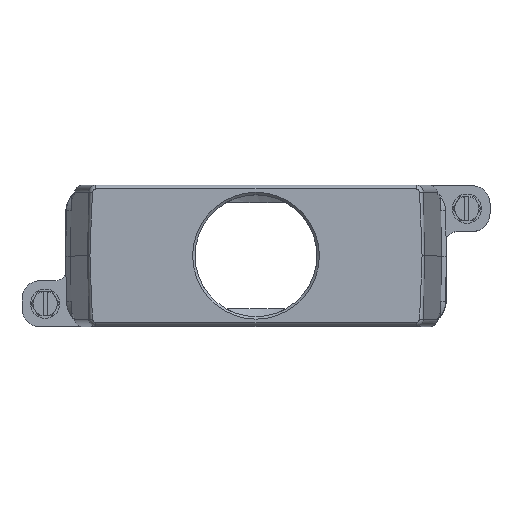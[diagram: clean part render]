
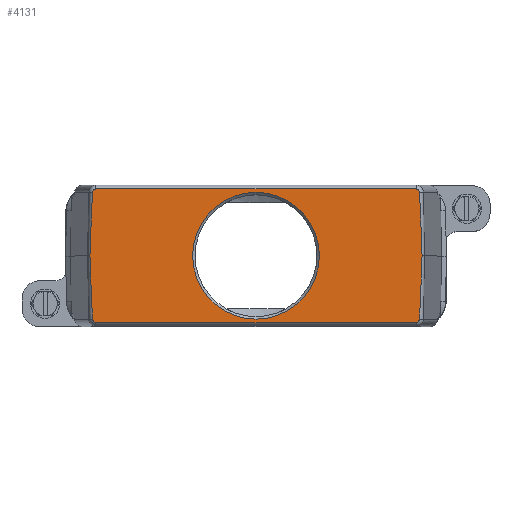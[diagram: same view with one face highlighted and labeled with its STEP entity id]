
A CAD part, top view. The second image highlights one B-rep face of the part: STEP entity #4131.
In plain terms, the highlighted planar face has unit normal (0, 0, 1).
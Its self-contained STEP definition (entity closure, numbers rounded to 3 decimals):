
#4131=ADVANCED_FACE('',(#4524,#4525),#4434,.F.);
#4434=PLANE('',#15642);
#4524=FACE_BOUND('',#5084,.T.);
#4525=FACE_BOUND('',#5085,.T.);
#5084=EDGE_LOOP('',(#7340));
#5085=EDGE_LOOP('',(#7341,#7342,#7343,#7344,#7345,#7346,#7347,#7348,#7349,
#7350));
#7340=ORIENTED_EDGE('',*,*,#9508,.T.);
#7341=ORIENTED_EDGE('',*,*,#9022,.T.);
#7342=ORIENTED_EDGE('',*,*,#9025,.T.);
#7343=ORIENTED_EDGE('',*,*,#9031,.T.);
#7344=ORIENTED_EDGE('',*,*,#9035,.T.);
#7345=ORIENTED_EDGE('',*,*,#9039,.T.);
#7346=ORIENTED_EDGE('',*,*,#9043,.T.);
#7347=ORIENTED_EDGE('',*,*,#9041,.T.);
#7348=ORIENTED_EDGE('',*,*,#9037,.T.);
#7349=ORIENTED_EDGE('',*,*,#9033,.T.);
#7350=ORIENTED_EDGE('',*,*,#9027,.T.);
#8138=VERTEX_POINT('',#23443);
#8139=VERTEX_POINT('',#23444);
#8140=VERTEX_POINT('',#23449);
#8141=VERTEX_POINT('',#23453);
#8142=VERTEX_POINT('',#23461);
#8143=VERTEX_POINT('',#23465);
#8144=VERTEX_POINT('',#23469);
#8145=VERTEX_POINT('',#23473);
#8146=VERTEX_POINT('',#23477);
#8147=VERTEX_POINT('',#23481);
#8329=VERTEX_POINT('',#26289);
#9022=EDGE_CURVE('',#8138,#8139,#10339,.T.);
#9025=EDGE_CURVE('',#8139,#8140,#10186,.T.);
#9027=EDGE_CURVE('',#8141,#8138,#12275,.T.);
#9031=EDGE_CURVE('',#8140,#8142,#10188,.T.);
#9033=EDGE_CURVE('',#8143,#8141,#10346,.T.);
#9035=EDGE_CURVE('',#8142,#8144,#10348,.T.);
#9037=EDGE_CURVE('',#8145,#8143,#10189,.T.);
#9039=EDGE_CURVE('',#8144,#8146,#12276,.T.);
#9041=EDGE_CURVE('',#8147,#8145,#10191,.T.);
#9043=EDGE_CURVE('',#8146,#8147,#10352,.T.);
#9508=EDGE_CURVE('',#8329,#8329,#10444,.T.);
#10186=ELLIPSE('',#15195,171.918,3.);
#10188=ELLIPSE('',#15204,171.918,3.);
#10189=ELLIPSE('',#15213,171.918,3.);
#10191=ELLIPSE('',#15218,171.918,3.);
#10339=CIRCLE('',#15191,1.398);
#10346=CIRCLE('',#15207,1.398);
#10348=CIRCLE('',#15210,1.398);
#10352=CIRCLE('',#15221,1.398);
#10444=CIRCLE('',#15641,26.);
#12275=LINE('',#23452,#13109);
#12276=LINE('',#23476,#13110);
#13109=VECTOR('',#16804,1.);
#13110=VECTOR('',#16841,1.);
#15191=AXIS2_PLACEMENT_3D('',#23442,#16790,#16791);
#15195=AXIS2_PLACEMENT_3D('',#23448,#16798,#16799);
#15204=AXIS2_PLACEMENT_3D('',#23460,#16817,#16818);
#15207=AXIS2_PLACEMENT_3D('',#23464,#16823,#16824);
#15210=AXIS2_PLACEMENT_3D('',#23468,#16829,#16830);
#15213=AXIS2_PLACEMENT_3D('',#23472,#16835,#16836);
#15218=AXIS2_PLACEMENT_3D('',#23480,#16846,#16847);
#15221=AXIS2_PLACEMENT_3D('',#23484,#16852,#16853);
#15641=AXIS2_PLACEMENT_3D('',#26288,#17934,#17935);
#15642=AXIS2_PLACEMENT_3D('',#26290,#17936,#17937);
#16790=DIRECTION('',(0.,0.,1.));
#16791=DIRECTION('',(-1.,0.,0.));
#16798=DIRECTION('',(0.,0.,1.));
#16799=DIRECTION('',(-0.016,-1.,0.));
#16804=DIRECTION('',(-1.,0.,0.));
#16817=DIRECTION('',(0.,0.,1.));
#16818=DIRECTION('',(0.016,-1.,0.));
#16823=DIRECTION('',(0.,0.,1.));
#16824=DIRECTION('',(-1.,0.,0.));
#16829=DIRECTION('',(0.,0.,1.));
#16830=DIRECTION('',(-1.,0.,0.));
#16835=DIRECTION('',(0.,0.,1.));
#16836=DIRECTION('',(0.016,-1.,0.));
#16841=DIRECTION('',(1.,0.,0.));
#16846=DIRECTION('',(0.,0.,1.));
#16847=DIRECTION('',(-0.016,-1.,0.));
#16852=DIRECTION('',(0.,0.,1.));
#16853=DIRECTION('',(-1.,0.,0.));
#17934=DIRECTION('',(0.,0.,-1.));
#17935=DIRECTION('',(-1.,0.,0.));
#17936=DIRECTION('',(0.,0.,-1.));
#17937=DIRECTION('',(-1.,0.,0.));
#23442=CARTESIAN_POINT('',(-65.673,26.,110.8));
#23443=CARTESIAN_POINT('',(-65.673,27.398,110.8));
#23444=CARTESIAN_POINT('',(-67.07,26.069,110.8));
#23448=CARTESIAN_POINT('',(-68.105,-126.064,110.8));
#23449=CARTESIAN_POINT('',(-68.129,0.,110.8));
#23452=CARTESIAN_POINT('',(-56.106,27.398,110.8));
#23453=CARTESIAN_POINT('',(65.673,27.398,110.8));
#23460=CARTESIAN_POINT('',(-68.105,126.064,110.8));
#23461=CARTESIAN_POINT('',(-67.07,-26.069,110.8));
#23464=CARTESIAN_POINT('',(65.673,26.,110.8));
#23465=CARTESIAN_POINT('',(67.07,26.069,110.8));
#23468=CARTESIAN_POINT('',(-65.673,-26.,110.8));
#23469=CARTESIAN_POINT('',(-65.673,-27.398,110.8));
#23472=CARTESIAN_POINT('',(68.105,-126.064,110.8));
#23473=CARTESIAN_POINT('',(68.129,0.,110.8));
#23476=CARTESIAN_POINT('',(76.1,-27.398,110.8));
#23477=CARTESIAN_POINT('',(65.673,-27.398,110.8));
#23480=CARTESIAN_POINT('',(68.105,126.064,110.8));
#23481=CARTESIAN_POINT('',(67.07,-26.069,110.8));
#23484=CARTESIAN_POINT('',(65.673,-26.,110.8));
#26288=CARTESIAN_POINT('',(0.,0.,110.8));
#26289=CARTESIAN_POINT('',(-26.,0.,110.8));
#26290=CARTESIAN_POINT('',(75.,-150.,110.8));
